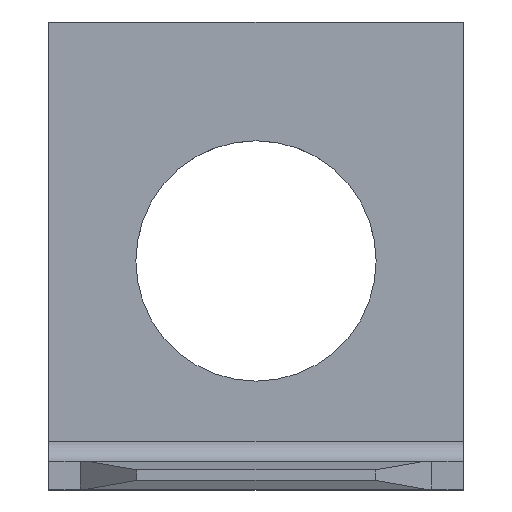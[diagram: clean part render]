
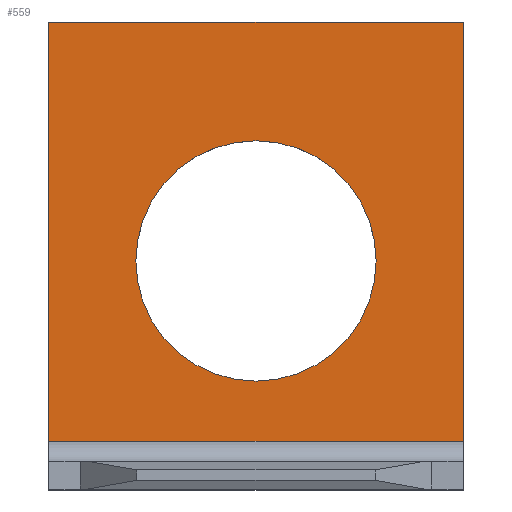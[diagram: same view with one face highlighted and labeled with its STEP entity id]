
A CAD part, top view. The second image highlights one B-rep face of the part: STEP entity #559.
In plain terms, the highlighted planar face has unit normal (0, 0, 1).
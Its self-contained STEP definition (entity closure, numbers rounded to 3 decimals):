
#93=DIRECTION('',(0.,-1.,0.));
#94=VECTOR('',#93,7.574);
#95=CARTESIAN_POINT('',(-3.747,8.458,-10.597));
#96=LINE('',#95,#94);
#161=DIRECTION('',(0.,-1.,0.));
#162=VECTOR('',#161,7.574);
#163=CARTESIAN_POINT('',(3.747,8.458,-10.597));
#164=LINE('',#163,#162);
#182=DIRECTION('',(1.,0.,0.));
#183=VECTOR('',#182,7.493);
#184=CARTESIAN_POINT('',(-3.747,0.884,-10.597));
#185=LINE('',#184,#183);
#186=DIRECTION('',(1.,0.,0.));
#187=VECTOR('',#186,7.493);
#188=CARTESIAN_POINT('',(-3.747,8.458,-10.597));
#189=LINE('',#188,#187);
#190=CARTESIAN_POINT('',(0.,4.14,-10.597));
#191=DIRECTION('',(0.,0.,1.));
#192=DIRECTION('',(1.,0.,0.));
#193=AXIS2_PLACEMENT_3D('',#190,#191,#192);
#195=CARTESIAN_POINT('',(0.,4.14,-10.597));
#196=DIRECTION('',(0.,0.,1.));
#197=DIRECTION('',(-1.,0.,0.));
#198=AXIS2_PLACEMENT_3D('',#195,#196,#197);
#342=CARTESIAN_POINT('',(-3.747,8.458,-10.597));
#343=VERTEX_POINT('',#342);
#344=CARTESIAN_POINT('',(-3.747,0.884,-10.597));
#345=VERTEX_POINT('',#344);
#354=CARTESIAN_POINT('',(3.747,8.458,-10.597));
#355=VERTEX_POINT('',#354);
#356=CARTESIAN_POINT('',(3.747,0.884,-10.597));
#357=VERTEX_POINT('',#356);
#404=CARTESIAN_POINT('',(2.172,4.14,-10.597));
#405=CARTESIAN_POINT('',(-2.172,4.14,-10.597));
#406=VERTEX_POINT('',#404);
#407=VERTEX_POINT('',#405);
#541=CARTESIAN_POINT('',(-3.747,8.458,-10.597));
#542=DIRECTION('',(0.,0.,1.));
#543=DIRECTION('',(0.,-1.,0.));
#544=AXIS2_PLACEMENT_3D('',#541,#542,#543);
#545=PLANE('',#544);
#546=ORIENTED_EDGE('',*,*,#435,.F.);
#548=ORIENTED_EDGE('',*,*,#547,.T.);
#549=ORIENTED_EDGE('',*,*,#515,.T.);
#550=ORIENTED_EDGE('',*,*,#534,.F.);
#551=EDGE_LOOP('',(#546,#548,#549,#550));
#552=FACE_OUTER_BOUND('',#551,.F.);
#554=ORIENTED_EDGE('',*,*,#553,.T.);
#556=ORIENTED_EDGE('',*,*,#555,.T.);
#557=EDGE_LOOP('',(#554,#556));
#558=FACE_BOUND('',#557,.F.);
#559=ADVANCED_FACE('',(#552,#558),#545,.T.);
#194=CIRCLE('',#193,2.172);
#199=CIRCLE('',#198,2.172);
#435=EDGE_CURVE('',#343,#345,#96,.T.);
#515=EDGE_CURVE('',#355,#357,#164,.T.);
#534=EDGE_CURVE('',#345,#357,#185,.T.);
#547=EDGE_CURVE('',#343,#355,#189,.T.);
#553=EDGE_CURVE('',#406,#407,#194,.T.);
#555=EDGE_CURVE('',#407,#406,#199,.T.);
